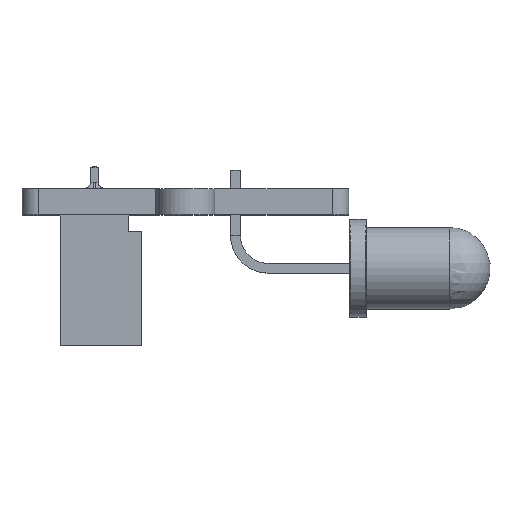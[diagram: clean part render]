
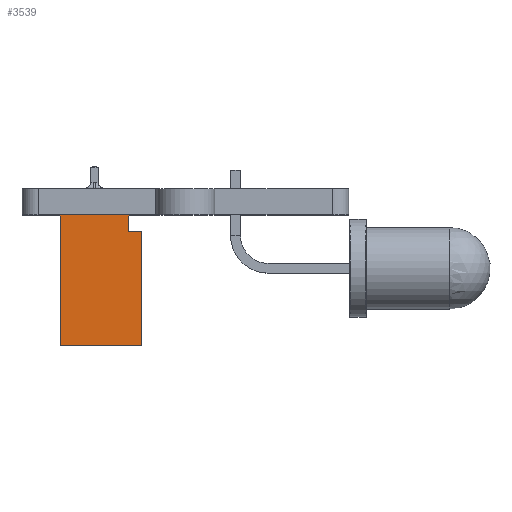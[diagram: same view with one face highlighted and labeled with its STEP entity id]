
A CAD part, top view. The second image highlights one B-rep face of the part: STEP entity #3539.
In plain terms, the highlighted face is planar.
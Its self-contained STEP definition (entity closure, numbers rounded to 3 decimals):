
#433 = CARTESIAN_POINT ( 'NONE',  ( 5., 8., 0. ) ) ;
#447 = EDGE_CURVE ( 'NONE', #6489, #606, #10245, .T. ) ;
#606 = VERTEX_POINT ( 'NONE', #11136 ) ;
#647 = FACE_OUTER_BOUND ( 'NONE', #3711, .T. ) ;
#812 = DIRECTION ( 'NONE',  ( -1., 0., 0. ) ) ;
#1079 = EDGE_CURVE ( 'NONE', #3530, #4823, #4363, .T. ) ;
#1193 = VECTOR ( 'NONE', #5552, 1000. ) ;
#1355 = AXIS2_PLACEMENT_3D ( 'NONE', #4274, #812, #7814 ) ;
#2166 = ORIENTED_EDGE ( 'NONE', *, *, #2212, .F. ) ;
#2174 = VECTOR ( 'NONE', #7937, 1000. ) ;
#2212 = EDGE_CURVE ( 'NONE', #4688, #4256, #8079, .T. ) ;
#2317 = CARTESIAN_POINT ( 'NONE',  ( 5., 0., 0. ) ) ;
#2353 = EDGE_CURVE ( 'NONE', #3530, #4256, #8256, .T. ) ;
#2572 = CARTESIAN_POINT ( 'NONE',  ( 5., 8., 0. ) ) ;
#3401 = LINE ( 'NONE', #4394, #2174 ) ;
#3530 = VERTEX_POINT ( 'NONE', #4085 ) ;
#3539 = ADVANCED_FACE ( 'NONE', ( #647 ), #8586, .F. ) ;
#3711 = EDGE_LOOP ( 'NONE', ( #5674, #2166, #4464, #10731, #10197, #11423 ) ) ;
#4085 = CARTESIAN_POINT ( 'NONE',  ( 5., 8., 0. ) ) ;
#4117 = EDGE_CURVE ( 'NONE', #4823, #606, #5868, .T. ) ;
#4256 = VERTEX_POINT ( 'NONE', #9734 ) ;
#4274 = CARTESIAN_POINT ( 'NONE',  ( 5., 8., 0. ) ) ;
#4363 = LINE ( 'NONE', #2572, #4899 ) ;
#4394 = CARTESIAN_POINT ( 'NONE',  ( 5., 0., -0.8 ) ) ;
#4464 = ORIENTED_EDGE ( 'NONE', *, *, #7026, .F. ) ;
#4688 = VERTEX_POINT ( 'NONE', #10566 ) ;
#4781 = CARTESIAN_POINT ( 'NONE',  ( 5., 8., -5. ) ) ;
#4823 = VERTEX_POINT ( 'NONE', #4781 ) ;
#4899 = VECTOR ( 'NONE', #5281, 1000. ) ;
#4911 = DIRECTION ( 'NONE',  ( 0., 0., -1. ) ) ;
#5281 = DIRECTION ( 'NONE',  ( 0., 0., -1. ) ) ;
#5389 = CARTESIAN_POINT ( 'NONE',  ( 5., 1., 0. ) ) ;
#5552 = DIRECTION ( 'NONE',  ( 0., 0., 1. ) ) ;
#5674 = ORIENTED_EDGE ( 'NONE', *, *, #2353, .T. ) ;
#5868 = LINE ( 'NONE', #8618, #6738 ) ;
#6489 = VERTEX_POINT ( 'NONE', #10448 ) ;
#6738 = VECTOR ( 'NONE', #9414, 1000. ) ;
#7026 = EDGE_CURVE ( 'NONE', #6489, #4688, #3401, .T. ) ;
#7479 = VECTOR ( 'NONE', #8360, 1000. ) ;
#7814 = DIRECTION ( 'NONE',  ( 0., 0., 1. ) ) ;
#7937 = DIRECTION ( 'NONE',  ( 0., 1., 0. ) ) ;
#8079 = LINE ( 'NONE', #5389, #1193 ) ;
#8256 = LINE ( 'NONE', #433, #7479 ) ;
#8360 = DIRECTION ( 'NONE',  ( 0., -1., 0. ) ) ;
#8586 = PLANE ( 'NONE',  #1355 ) ;
#8618 = CARTESIAN_POINT ( 'NONE',  ( 5., 8., -5. ) ) ;
#9414 = DIRECTION ( 'NONE',  ( 0., -1., 0. ) ) ;
#9734 = CARTESIAN_POINT ( 'NONE',  ( 5., 1., 0. ) ) ;
#10197 = ORIENTED_EDGE ( 'NONE', *, *, #4117, .F. ) ;
#10245 = LINE ( 'NONE', #2317, #10836 ) ;
#10448 = CARTESIAN_POINT ( 'NONE',  ( 5., 0., -0.8 ) ) ;
#10566 = CARTESIAN_POINT ( 'NONE',  ( 5., 1., -0.8 ) ) ;
#10731 = ORIENTED_EDGE ( 'NONE', *, *, #447, .T. ) ;
#10836 = VECTOR ( 'NONE', #4911, 1000. ) ;
#11136 = CARTESIAN_POINT ( 'NONE',  ( 5., 0., -5. ) ) ;
#11423 = ORIENTED_EDGE ( 'NONE', *, *, #1079, .F. ) ;
